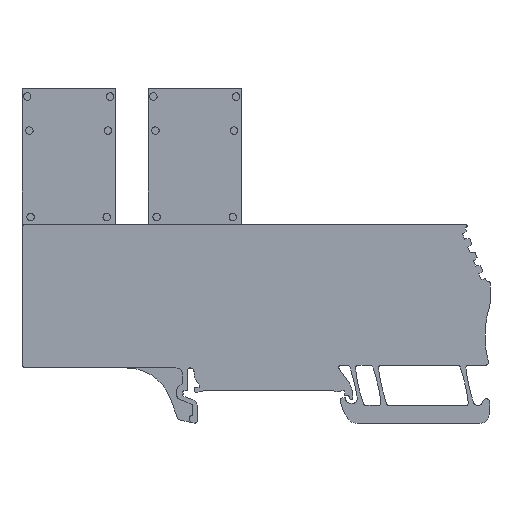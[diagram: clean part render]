
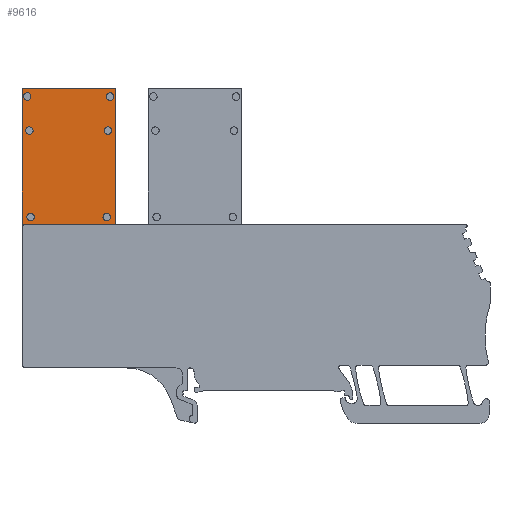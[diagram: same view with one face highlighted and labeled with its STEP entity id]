
A CAD part, left-side view. The second image highlights one B-rep face of the part: STEP entity #9616.
In plain terms, the highlighted planar face has unit normal (-1, 0, 0).
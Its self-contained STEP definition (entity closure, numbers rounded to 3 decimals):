
#9500=AXIS2_PLACEMENT_3D('Plane Axis2P3D',#9497,#9498,#9499) ;
#9510=AXIS2_PLACEMENT_3D('Circle Axis2P3D',#9508,#9509,$) ;
#9519=AXIS2_PLACEMENT_3D('Circle Axis2P3D',#9517,#9518,$) ;
#9528=AXIS2_PLACEMENT_3D('Circle Axis2P3D',#9526,#9527,$) ;
#9537=AXIS2_PLACEMENT_3D('Circle Axis2P3D',#9535,#9536,$) ;
#9546=AXIS2_PLACEMENT_3D('Circle Axis2P3D',#9544,#9545,$) ;
#9555=AXIS2_PLACEMENT_3D('Circle Axis2P3D',#9553,#9554,$) ;
#9564=AXIS2_PLACEMENT_3D('Circle Axis2P3D',#9562,#9563,$) ;
#9573=AXIS2_PLACEMENT_3D('Circle Axis2P3D',#9571,#9572,$) ;
#9582=AXIS2_PLACEMENT_3D('Circle Axis2P3D',#9580,#9581,$) ;
#9591=AXIS2_PLACEMENT_3D('Circle Axis2P3D',#9589,#9590,$) ;
#9600=AXIS2_PLACEMENT_3D('Circle Axis2P3D',#9598,#9599,$) ;
#9609=AXIS2_PLACEMENT_3D('Circle Axis2P3D',#9607,#9608,$) ;
#9398=CARTESIAN_POINT('Vertex',(2.,80.25,71.765)) ;
#9401=CARTESIAN_POINT('Line Origine',(2.,80.25,57.234)) ;
#9405=CARTESIAN_POINT('Vertex',(2.,80.25,42.703)) ;
#9427=CARTESIAN_POINT('Line Origine',(2.,90.25,42.703)) ;
#9431=CARTESIAN_POINT('Vertex',(2.,100.25,42.703)) ;
#9457=CARTESIAN_POINT('Line Origine',(2.,100.25,57.234)) ;
#9461=CARTESIAN_POINT('Vertex',(2.,100.25,71.765)) ;
#9483=CARTESIAN_POINT('Line Origine',(2.,90.25,71.765)) ;
#9497=CARTESIAN_POINT('Axis2P3D Location',(2.,71.184,42.903)) ;
#9508=CARTESIAN_POINT('Axis2P3D Location',(2.,98.678,62.736)) ;
#9512=CARTESIAN_POINT('Vertex',(2.,98.295,63.438)) ;
#9514=CARTESIAN_POINT('Vertex',(2.,99.062,62.034)) ;
#9517=CARTESIAN_POINT('Axis2P3D Location',(2.,98.678,62.736)) ;
#9526=CARTESIAN_POINT('Axis2P3D Location',(2.,82.1,44.234)) ;
#9530=CARTESIAN_POINT('Vertex',(2.,81.716,44.936)) ;
#9532=CARTESIAN_POINT('Vertex',(2.,82.484,43.532)) ;
#9535=CARTESIAN_POINT('Axis2P3D Location',(2.,82.1,44.234)) ;
#9544=CARTESIAN_POINT('Axis2P3D Location',(2.,99.122,70.041)) ;
#9548=CARTESIAN_POINT('Vertex',(2.,98.739,70.743)) ;
#9550=CARTESIAN_POINT('Vertex',(2.,99.506,69.339)) ;
#9553=CARTESIAN_POINT('Axis2P3D Location',(2.,99.122,70.041)) ;
#9562=CARTESIAN_POINT('Axis2P3D Location',(2.,98.4,44.234)) ;
#9566=CARTESIAN_POINT('Vertex',(2.,98.016,44.936)) ;
#9568=CARTESIAN_POINT('Vertex',(2.,98.784,43.532)) ;
#9571=CARTESIAN_POINT('Axis2P3D Location',(2.,98.4,44.234)) ;
#9580=CARTESIAN_POINT('Axis2P3D Location',(2.,81.822,62.736)) ;
#9584=CARTESIAN_POINT('Vertex',(2.,81.438,63.438)) ;
#9586=CARTESIAN_POINT('Vertex',(2.,82.205,62.034)) ;
#9589=CARTESIAN_POINT('Axis2P3D Location',(2.,81.822,62.736)) ;
#9598=CARTESIAN_POINT('Axis2P3D Location',(2.,81.378,70.041)) ;
#9602=CARTESIAN_POINT('Vertex',(2.,80.994,70.743)) ;
#9604=CARTESIAN_POINT('Vertex',(2.,81.761,69.339)) ;
#9607=CARTESIAN_POINT('Axis2P3D Location',(2.,81.378,70.041)) ;
#9402=DIRECTION('Vector Direction',(0.,0.,1.)) ;
#9428=DIRECTION('Vector Direction',(0.,-1.,0.)) ;
#9458=DIRECTION('Vector Direction',(0.,0.,1.)) ;
#9484=DIRECTION('Vector Direction',(0.,-1.,0.)) ;
#9498=DIRECTION('Axis2P3D Direction',(1.,0.,0.)) ;
#9499=DIRECTION('Axis2P3D XDirection',(0.,0.,1.)) ;
#9509=DIRECTION('Axis2P3D Direction',(1.,0.,0.)) ;
#9518=DIRECTION('Axis2P3D Direction',(1.,0.,0.)) ;
#9527=DIRECTION('Axis2P3D Direction',(1.,0.,0.)) ;
#9536=DIRECTION('Axis2P3D Direction',(1.,0.,0.)) ;
#9545=DIRECTION('Axis2P3D Direction',(1.,0.,0.)) ;
#9554=DIRECTION('Axis2P3D Direction',(1.,0.,0.)) ;
#9563=DIRECTION('Axis2P3D Direction',(1.,0.,0.)) ;
#9572=DIRECTION('Axis2P3D Direction',(1.,0.,0.)) ;
#9581=DIRECTION('Axis2P3D Direction',(1.,0.,0.)) ;
#9590=DIRECTION('Axis2P3D Direction',(1.,0.,0.)) ;
#9599=DIRECTION('Axis2P3D Direction',(1.,0.,0.)) ;
#9608=DIRECTION('Axis2P3D Direction',(1.,0.,0.)) ;
#9403=VECTOR('Line Direction',#9402,1.) ;
#9429=VECTOR('Line Direction',#9428,1.) ;
#9459=VECTOR('Line Direction',#9458,1.) ;
#9485=VECTOR('Line Direction',#9484,1.) ;
#9503=ORIENTED_EDGE('',*,*,#9407,.T.) ;
#9504=ORIENTED_EDGE('',*,*,#9487,.F.) ;
#9505=ORIENTED_EDGE('',*,*,#9463,.F.) ;
#9506=ORIENTED_EDGE('',*,*,#9433,.T.) ;
#9523=ORIENTED_EDGE('',*,*,#9516,.T.) ;
#9524=ORIENTED_EDGE('',*,*,#9521,.T.) ;
#9541=ORIENTED_EDGE('',*,*,#9534,.T.) ;
#9542=ORIENTED_EDGE('',*,*,#9539,.T.) ;
#9559=ORIENTED_EDGE('',*,*,#9552,.T.) ;
#9560=ORIENTED_EDGE('',*,*,#9557,.T.) ;
#9577=ORIENTED_EDGE('',*,*,#9570,.T.) ;
#9578=ORIENTED_EDGE('',*,*,#9575,.T.) ;
#9595=ORIENTED_EDGE('',*,*,#9588,.T.) ;
#9596=ORIENTED_EDGE('',*,*,#9593,.T.) ;
#9613=ORIENTED_EDGE('',*,*,#9606,.T.) ;
#9614=ORIENTED_EDGE('',*,*,#9611,.T.) ;
#9525=FACE_BOUND('',#9522,.T.) ;
#9543=FACE_BOUND('',#9540,.T.) ;
#9561=FACE_BOUND('',#9558,.T.) ;
#9579=FACE_BOUND('',#9576,.T.) ;
#9597=FACE_BOUND('',#9594,.T.) ;
#9615=FACE_BOUND('',#9612,.T.) ;
#9616=ADVANCED_FACE('BFWI_ZT4.1\\K\X2\00F6\X0\rper.3 ( *SOL1 - wsp BEF.WINK. ZT 4 -  )',(#9507,#9525,#9543,#9561,#9579,#9597,#9615),#9501,.F.) ;
#9511=CIRCLE('generated circle',#9510,0.8) ;
#9520=CIRCLE('generated circle',#9519,0.8) ;
#9529=CIRCLE('generated circle',#9528,0.8) ;
#9538=CIRCLE('generated circle',#9537,0.8) ;
#9547=CIRCLE('generated circle',#9546,0.8) ;
#9556=CIRCLE('generated circle',#9555,0.8) ;
#9565=CIRCLE('generated circle',#9564,0.8) ;
#9574=CIRCLE('generated circle',#9573,0.8) ;
#9583=CIRCLE('generated circle',#9582,0.8) ;
#9592=CIRCLE('generated circle',#9591,0.8) ;
#9601=CIRCLE('generated circle',#9600,0.8) ;
#9610=CIRCLE('generated circle',#9609,0.8) ;
#9407=EDGE_CURVE('',#9406,#9399,#9404,.T.) ;
#9433=EDGE_CURVE('',#9432,#9406,#9430,.T.) ;
#9463=EDGE_CURVE('',#9432,#9462,#9460,.T.) ;
#9487=EDGE_CURVE('',#9462,#9399,#9486,.T.) ;
#9516=EDGE_CURVE('',#9513,#9515,#9511,.T.) ;
#9521=EDGE_CURVE('',#9515,#9513,#9520,.T.) ;
#9534=EDGE_CURVE('',#9531,#9533,#9529,.T.) ;
#9539=EDGE_CURVE('',#9533,#9531,#9538,.T.) ;
#9552=EDGE_CURVE('',#9549,#9551,#9547,.T.) ;
#9557=EDGE_CURVE('',#9551,#9549,#9556,.T.) ;
#9570=EDGE_CURVE('',#9567,#9569,#9565,.T.) ;
#9575=EDGE_CURVE('',#9569,#9567,#9574,.T.) ;
#9588=EDGE_CURVE('',#9585,#9587,#9583,.T.) ;
#9593=EDGE_CURVE('',#9587,#9585,#9592,.T.) ;
#9606=EDGE_CURVE('',#9603,#9605,#9601,.T.) ;
#9611=EDGE_CURVE('',#9605,#9603,#9610,.T.) ;
#9502=EDGE_LOOP('',(#9503,#9504,#9505,#9506)) ;
#9522=EDGE_LOOP('',(#9523,#9524)) ;
#9540=EDGE_LOOP('',(#9541,#9542)) ;
#9558=EDGE_LOOP('',(#9559,#9560)) ;
#9576=EDGE_LOOP('',(#9577,#9578)) ;
#9594=EDGE_LOOP('',(#9595,#9596)) ;
#9612=EDGE_LOOP('',(#9613,#9614)) ;
#9507=FACE_OUTER_BOUND('',#9502,.T.) ;
#9404=LINE('Line',#9401,#9403) ;
#9430=LINE('Line',#9427,#9429) ;
#9460=LINE('Line',#9457,#9459) ;
#9486=LINE('Line',#9483,#9485) ;
#9501=PLANE('',#9500) ;
#9399=VERTEX_POINT('',#9398) ;
#9406=VERTEX_POINT('',#9405) ;
#9432=VERTEX_POINT('',#9431) ;
#9462=VERTEX_POINT('',#9461) ;
#9513=VERTEX_POINT('',#9512) ;
#9515=VERTEX_POINT('',#9514) ;
#9531=VERTEX_POINT('',#9530) ;
#9533=VERTEX_POINT('',#9532) ;
#9549=VERTEX_POINT('',#9548) ;
#9551=VERTEX_POINT('',#9550) ;
#9567=VERTEX_POINT('',#9566) ;
#9569=VERTEX_POINT('',#9568) ;
#9585=VERTEX_POINT('',#9584) ;
#9587=VERTEX_POINT('',#9586) ;
#9603=VERTEX_POINT('',#9602) ;
#9605=VERTEX_POINT('',#9604) ;
